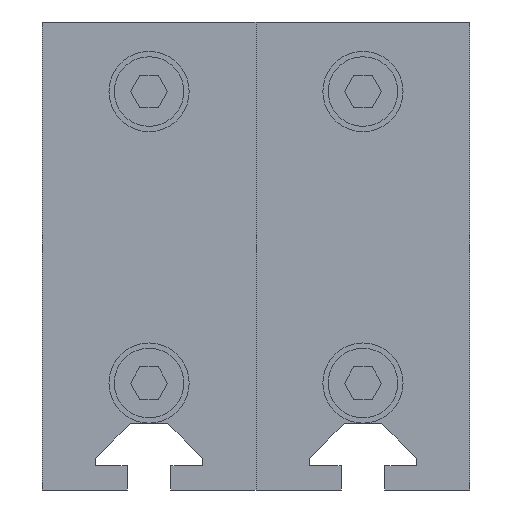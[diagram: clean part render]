
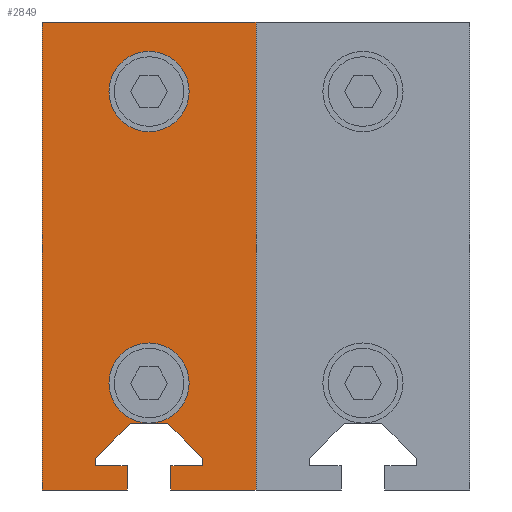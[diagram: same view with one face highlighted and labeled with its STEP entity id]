
A CAD part, left-side view. The second image highlights one B-rep face of the part: STEP entity #2849.
In plain terms, the highlighted planar face has unit normal (-1, 0, 0).
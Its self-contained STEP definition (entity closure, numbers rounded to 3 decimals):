
#841=CARTESIAN_POINT('',(-50.,20.0,-16.25));
#842=VERTEX_POINT('',#841);
#843=CARTESIAN_POINT('',(-50.,20.0,-23.75));
#844=DIRECTION('',(1.0,0.0,0.0));
#845=DIRECTION('',(0.0,0.0,-1.0));
#846=AXIS2_PLACEMENT_3D('',#843,#844,#845);
#847=CIRCLE('',#846,7.5);
#848=EDGE_CURVE('',#842,#842,#847,.T.);
#902=CARTESIAN_POINT('',(-50.,20.0,38.25));
#903=VERTEX_POINT('',#902);
#904=CARTESIAN_POINT('',(-50.,20.0,30.75));
#905=DIRECTION('',(1.0,0.0,0.0));
#906=DIRECTION('',(0.0,0.0,-1.0));
#907=AXIS2_PLACEMENT_3D('',#904,#905,#906);
#908=CIRCLE('',#907,7.5);
#909=EDGE_CURVE('',#903,#903,#908,.T.);
#2485=CARTESIAN_POINT('',(-50.,0.0,-43.75));
#2486=VERTEX_POINT('',#2485);
#2508=CARTESIAN_POINT('',(-50.0,24.1,-39.25));
#2509=VERTEX_POINT('',#2508);
#2510=CARTESIAN_POINT('',(-50.0,30.,-39.25));
#2511=VERTEX_POINT('',#2510);
#2512=CARTESIAN_POINT('',(-50.0,24.1,-39.25));
#2513=DIRECTION('',(0.0,1.0,0.0));
#2514=VECTOR('',#2513,5.9);
#2515=LINE('',#2512,#2514);
#2516=EDGE_CURVE('',#2509,#2511,#2515,.T.);
#2548=CARTESIAN_POINT('',(-50.0,30.,-37.836));
#2549=VERTEX_POINT('',#2548);
#2550=CARTESIAN_POINT('',(-50.0,30.,-39.25));
#2551=DIRECTION('',(0.0,0.0,1.0));
#2552=VECTOR('',#2551,1.414);
#2553=LINE('',#2550,#2552);
#2554=EDGE_CURVE('',#2511,#2549,#2553,.T.);
#2579=CARTESIAN_POINT('',(-50.0,23.514,-31.35));
#2580=VERTEX_POINT('',#2579);
#2581=CARTESIAN_POINT('',(-50.0,30.,-37.836));
#2582=DIRECTION('',(0.0,-0.707,0.707));
#2583=VECTOR('',#2582,9.173);
#2584=LINE('',#2581,#2583);
#2585=EDGE_CURVE('',#2549,#2580,#2584,.T.);
#2610=CARTESIAN_POINT('',(-50.0,16.486,-31.35));
#2611=VERTEX_POINT('',#2610);
#2612=CARTESIAN_POINT('',(-50.0,23.514,-31.35));
#2613=DIRECTION('',(0.0,-1.0,0.0));
#2614=VECTOR('',#2613,7.028);
#2615=LINE('',#2612,#2614);
#2616=EDGE_CURVE('',#2580,#2611,#2615,.T.);
#2641=CARTESIAN_POINT('',(-50.0,10.,-37.836));
#2642=VERTEX_POINT('',#2641);
#2643=CARTESIAN_POINT('',(-50.0,16.486,-31.35));
#2644=DIRECTION('',(0.0,-0.707,-0.707));
#2645=VECTOR('',#2644,9.173);
#2646=LINE('',#2643,#2645);
#2647=EDGE_CURVE('',#2611,#2642,#2646,.T.);
#2672=CARTESIAN_POINT('',(-50.0,10.,-39.25));
#2673=VERTEX_POINT('',#2672);
#2674=CARTESIAN_POINT('',(-50.0,10.,-37.836));
#2675=DIRECTION('',(0.0,0.0,-1.0));
#2676=VECTOR('',#2675,1.414);
#2677=LINE('',#2674,#2676);
#2678=EDGE_CURVE('',#2642,#2673,#2677,.T.);
#2703=CARTESIAN_POINT('',(-50.0,15.9,-39.25));
#2704=VERTEX_POINT('',#2703);
#2705=CARTESIAN_POINT('',(-50.0,10.,-39.25));
#2706=DIRECTION('',(0.0,1.0,0.0));
#2707=VECTOR('',#2706,5.9);
#2708=LINE('',#2705,#2707);
#2709=EDGE_CURVE('',#2673,#2704,#2708,.T.);
#2734=CARTESIAN_POINT('',(-50.0,15.9,-43.75));
#2735=VERTEX_POINT('',#2734);
#2736=CARTESIAN_POINT('',(-50.0,15.9,-39.25));
#2737=DIRECTION('',(0.0,0.0,-1.0));
#2738=VECTOR('',#2737,4.5);
#2739=LINE('',#2736,#2738);
#2740=EDGE_CURVE('',#2704,#2735,#2739,.T.);
#2765=CARTESIAN_POINT('',(-50.0,24.1,-43.75));
#2766=VERTEX_POINT('',#2765);
#2767=CARTESIAN_POINT('',(-50.0,24.1,-43.75));
#2768=DIRECTION('',(0.0,0.0,1.0));
#2769=VECTOR('',#2768,4.5);
#2770=LINE('',#2767,#2769);
#2771=EDGE_CURVE('',#2766,#2509,#2770,.T.);
#2791=CARTESIAN_POINT('',(-50.,-40.0,0.0));
#2792=DIRECTION('',(-1.0,0.0,0.0));
#2793=DIRECTION('',(0.0,0.0,1.0));
#2794=AXIS2_PLACEMENT_3D('',#2791,#2792,#2793);
#2795=PLANE('',#2794);
#2796=ORIENTED_EDGE('',*,*,#2771,.T.);
#2797=ORIENTED_EDGE('',*,*,#2516,.T.);
#2798=ORIENTED_EDGE('',*,*,#2554,.T.);
#2799=ORIENTED_EDGE('',*,*,#2585,.T.);
#2800=ORIENTED_EDGE('',*,*,#2616,.T.);
#2801=ORIENTED_EDGE('',*,*,#2647,.T.);
#2802=ORIENTED_EDGE('',*,*,#2678,.T.);
#2803=ORIENTED_EDGE('',*,*,#2709,.T.);
#2804=ORIENTED_EDGE('',*,*,#2740,.T.);
#2805=CARTESIAN_POINT('',(-50.0,15.9,-43.75));
#2806=DIRECTION('',(0.0,-1.0,0.0));
#2807=VECTOR('',#2806,15.9);
#2808=LINE('',#2805,#2807);
#2809=EDGE_CURVE('',#2735,#2486,#2808,.T.);
#2810=ORIENTED_EDGE('',*,*,#2809,.T.);
#2811=CARTESIAN_POINT('',(-50.,0.0,43.75));
#2812=VERTEX_POINT('',#2811);
#2813=CARTESIAN_POINT('',(-50.,0.0,43.75));
#2814=DIRECTION('',(0.0,0.0,-1.0));
#2815=VECTOR('',#2814,87.5);
#2816=LINE('',#2813,#2815);
#2817=EDGE_CURVE('',#2812,#2486,#2816,.T.);
#2818=ORIENTED_EDGE('',*,*,#2817,.F.);
#2819=CARTESIAN_POINT('',(-50.,40.0,43.75));
#2820=VERTEX_POINT('',#2819);
#2821=CARTESIAN_POINT('',(-50.,0.0,43.75));
#2822=DIRECTION('',(0.0,1.0,0.0));
#2823=VECTOR('',#2822,40.0);
#2824=LINE('',#2821,#2823);
#2825=EDGE_CURVE('',#2812,#2820,#2824,.T.);
#2826=ORIENTED_EDGE('',*,*,#2825,.T.);
#2827=CARTESIAN_POINT('',(-50.,40.0,-43.75));
#2828=VERTEX_POINT('',#2827);
#2829=CARTESIAN_POINT('',(-50.,40.0,43.75));
#2830=DIRECTION('',(0.0,0.0,-1.0));
#2831=VECTOR('',#2830,87.5);
#2832=LINE('',#2829,#2831);
#2833=EDGE_CURVE('',#2820,#2828,#2832,.T.);
#2834=ORIENTED_EDGE('',*,*,#2833,.T.);
#2835=CARTESIAN_POINT('',(-50.,40.0,-43.75));
#2836=DIRECTION('',(0.0,-1.0,0.0));
#2837=VECTOR('',#2836,15.9);
#2838=LINE('',#2835,#2837);
#2839=EDGE_CURVE('',#2828,#2766,#2838,.T.);
#2840=ORIENTED_EDGE('',*,*,#2839,.T.);
#2841=EDGE_LOOP('',(#2796,#2797,#2798,#2799,#2800,#2801,#2802,#2803,#2804,#2810,#2818,#2826,#2834,#2840));
#2842=FACE_OUTER_BOUND('',#2841,.T.);
#2843=ORIENTED_EDGE('',*,*,#848,.T.);
#2844=EDGE_LOOP('',(#2843));
#2845=FACE_BOUND('',#2844,.T.);
#2846=ORIENTED_EDGE('',*,*,#909,.T.);
#2847=EDGE_LOOP('',(#2846));
#2848=FACE_BOUND('',#2847,.T.);
#2849=ADVANCED_FACE('',(#2842,#2845,#2848),#2795,.T.);
